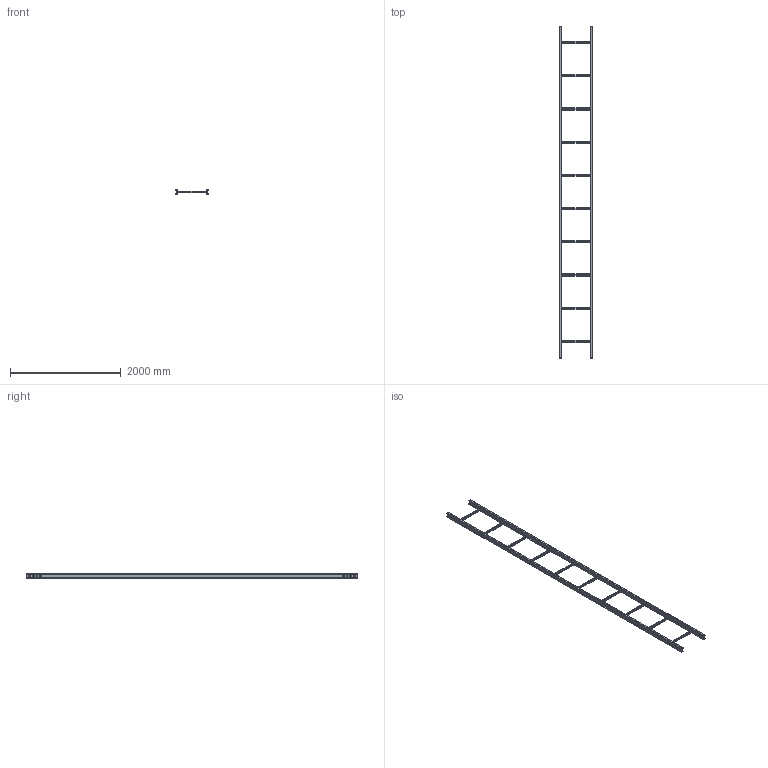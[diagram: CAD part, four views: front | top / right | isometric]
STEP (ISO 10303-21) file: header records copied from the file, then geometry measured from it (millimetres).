
FILE_DESCRIPTION((''),'2;1');
FILE_NAME('6013422_ASM','2012-12-13T',('AndreasKeweloh'),(''),'PRO/ENGINEER BY PARAMETRIC TECHNOLOGY CORPORATION, 2012230','PRO/ENGINEER BY PARAMETRIC TECHNOLOGY CORPORATION, 2012230','');
FILE_SCHEMA(('CONFIG_CONTROL_DESIGN'));
Length unit declared in the file: millimetre
Products named in the file (7): 6013406_REF_L5996_1_1; 6013406_12_012-004_1_1; 6013406_REF_CPS_4_1_1; 6013406_REF_PROFILSPR_ASM_1_ASM_ASM; 6013406_REFERENZ_ASM_1_ASM_1_ASM; 6013422_ASM_1_ASM; 6013422_ASM
Assembly tree (17 placements, depth 5):
  6013422_ASM
    6013422_ASM_1_ASM
      6013406_REFERENZ_ASM_1_ASM_1_ASM
        6013406_REF_L5996_1_1  x2
        6013406_REF_PROFILSPR_ASM_1_ASM_ASM  x10
          6013406_12_012-004_1_1
          6013406_REF_CPS_4_1_1
Bounding box: 600 x 5996 x 80 mm (x, y, z)
Volume: 10565351.4 mm3; surface area: 5115344.5 mm2
Topology: 32 solids, 32 shells, 1320 faces, 3208 edges, 1952 vertices
Faces by surface type: plane 896, cylinder 424
Entity records: 4944 total; most frequent: DIRECTION 868, CARTESIAN_POINT 866, ORIENTED_EDGE 784, EDGE_CURVE 392, AXIS2_PLACEMENT_3D 294, VECTOR 280, LINE 280, VERTEX_POINT 248
